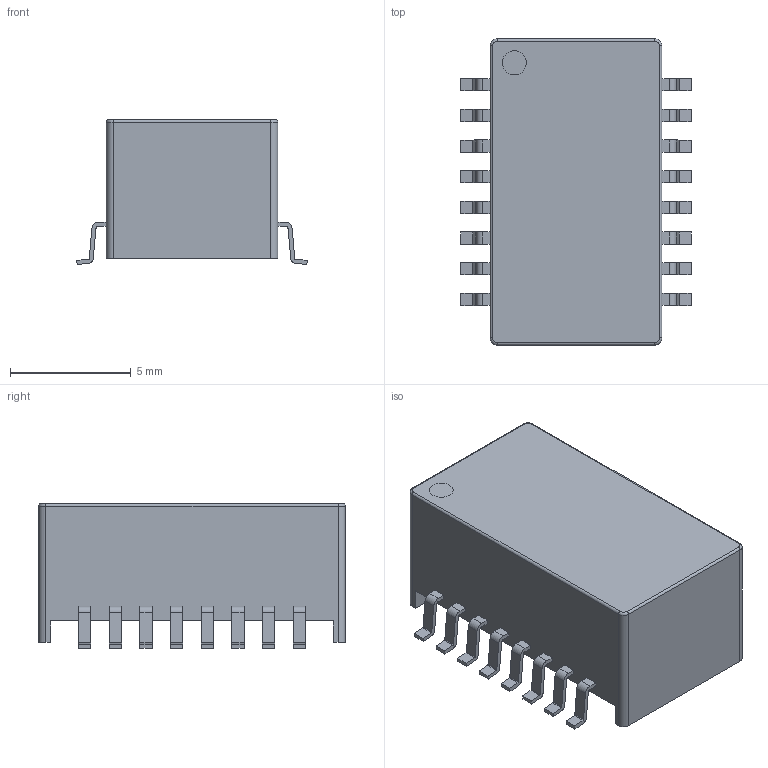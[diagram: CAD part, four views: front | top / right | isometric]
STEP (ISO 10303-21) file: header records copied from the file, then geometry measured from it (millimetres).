
FILE_DESCRIPTION((''),'2;1');
FILE_NAME('XFMR_PULSE_H1260NL.stp','2012-06-19T14:58:59',(''),(''),'Mechanical Desktop 2011','Mechanical Desktop 2011',', , ');
FILE_SCHEMA(('AUTOMOTIVE_DESIGN { 1 2 10303 214 1 1 1 1 }'));
Length unit declared in the file: millimetre
Products named in the file (1): Product
Bounding box: 9.55 x 12.7 x 6 mm (x, y, z)
Volume: 448.1 mm3; surface area: 455.1 mm2
Topology: 18 solids, 18 shells, 253 faces, 640 edges, 424 vertices
Faces by surface type: bspline 119, plane 86, cylinder 44, torus 4
Entity records: 8044 total; most frequent: CARTESIAN_POINT 2123, ORIENTED_EDGE 1280, DIRECTION 1066, EDGE_CURVE 640, VECTOR 484, LINE 484, VERTEX_POINT 424, AXIS2_PLACEMENT_3D 291
